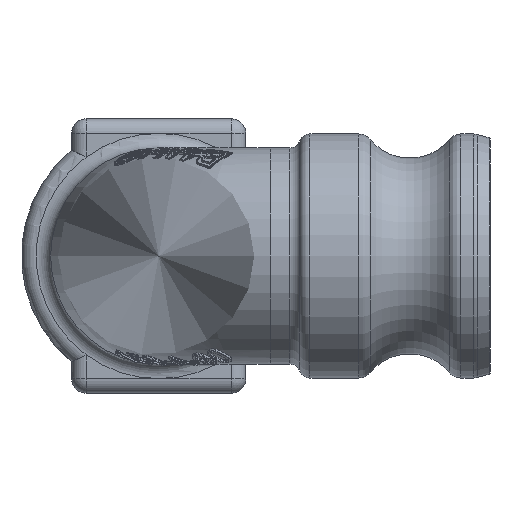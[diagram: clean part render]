
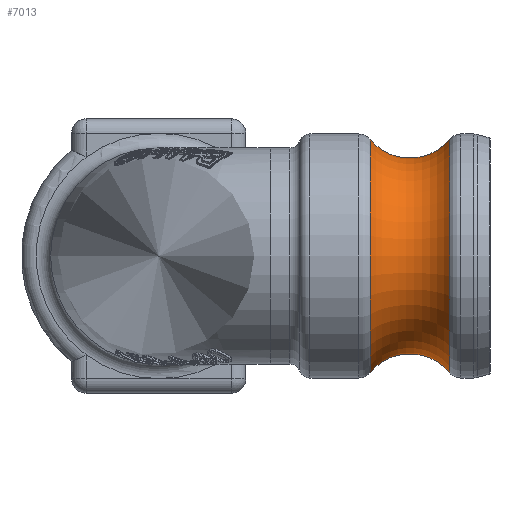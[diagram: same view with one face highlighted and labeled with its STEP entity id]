
A CAD part, left-side view. The second image highlights one B-rep face of the part: STEP entity #7013.
In plain terms, the highlighted toroidal (fillet/blend) face has major radius 32.588 mm and minor radius 11.201 mm.
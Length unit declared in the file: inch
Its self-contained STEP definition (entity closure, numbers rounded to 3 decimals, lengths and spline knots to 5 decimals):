
#455=TOROIDAL_SURFACE('',#7503,1.283,0.441);
#543=CIRCLE('',#7483,1.00406);
#544=CIRCLE('',#7484,1.00406);
#545=CIRCLE('',#7486,1.00406);
#547=CIRCLE('',#7488,1.00406);
#552=CIRCLE('',#7504,0.441);
#963=FACE_OUTER_BOUND('',#1413,.T.);
#1413=EDGE_LOOP('',(#6568,#6569,#6570,#6571,#6572,#6573));
#3390=VERTEX_POINT('',#15622);
#3391=VERTEX_POINT('',#15624);
#3392=VERTEX_POINT('',#15628);
#3393=VERTEX_POINT('',#15629);
#4435=EDGE_CURVE('',#3390,#3391,#543,.T.);
#4436=EDGE_CURVE('',#3391,#3390,#544,.T.);
#4437=EDGE_CURVE('',#3392,#3393,#545,.T.);
#4439=EDGE_CURVE('',#3393,#3392,#547,.T.);
#4465=EDGE_CURVE('',#3393,#3390,#552,.T.);
#6568=ORIENTED_EDGE('',*,*,#4437,.F.);
#6569=ORIENTED_EDGE('',*,*,#4439,.F.);
#6570=ORIENTED_EDGE('',*,*,#4465,.T.);
#6571=ORIENTED_EDGE('',*,*,#4436,.F.);
#6572=ORIENTED_EDGE('',*,*,#4435,.F.);
#6573=ORIENTED_EDGE('',*,*,#4465,.F.);
#7013=ADVANCED_FACE('',(#963),#455,.F.);
#7483=AXIS2_PLACEMENT_3D('',#15625,#8715,#8716);
#7484=AXIS2_PLACEMENT_3D('',#15626,#8717,#8718);
#7486=AXIS2_PLACEMENT_3D('',#15630,#8721,#8722);
#7488=AXIS2_PLACEMENT_3D('',#15632,#8725,#8726);
#7503=AXIS2_PLACEMENT_3D('',#18065,#8759,#8760);
#7504=AXIS2_PLACEMENT_3D('',#18066,#8761,#8762);
#8715=DIRECTION('center_axis',(0.,1.,0.));
#8716=DIRECTION('ref_axis',(1.,0.,0.));
#8717=DIRECTION('center_axis',(0.,1.,0.));
#8718=DIRECTION('ref_axis',(1.,0.,0.));
#8721=DIRECTION('center_axis',(0.,-1.,0.));
#8722=DIRECTION('ref_axis',(1.,0.,0.));
#8725=DIRECTION('center_axis',(0.,-1.,0.));
#8726=DIRECTION('ref_axis',(1.,0.,0.));
#8759=DIRECTION('center_axis',(0.,1.,0.));
#8760=DIRECTION('ref_axis',(0.,0.,1.));
#8761=DIRECTION('center_axis',(-1.,0.,0.));
#8762=DIRECTION('ref_axis',(0.,0.,-1.));
#15622=CARTESIAN_POINT('',(0.,-1.81842,-1.00406));
#15624=CARTESIAN_POINT('',(-1.00406,-1.81842,0.));
#15625=CARTESIAN_POINT('Origin',(0.,-1.81842,0.));
#15626=CARTESIAN_POINT('Origin',(0.,-1.81842,0.));
#15628=CARTESIAN_POINT('',(-1.00406,-2.50158,0.));
#15629=CARTESIAN_POINT('',(0.,-2.50158,-1.00406));
#15630=CARTESIAN_POINT('Origin',(0.,-2.50158,0.));
#15632=CARTESIAN_POINT('Origin',(0.,-2.50158,0.));
#18065=CARTESIAN_POINT('Origin',(0.,-2.16,0.));
#18066=CARTESIAN_POINT('Origin',(0.,-2.16,-1.283));
